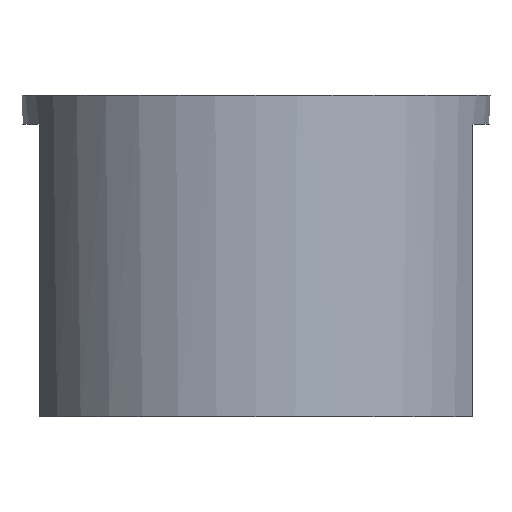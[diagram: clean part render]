
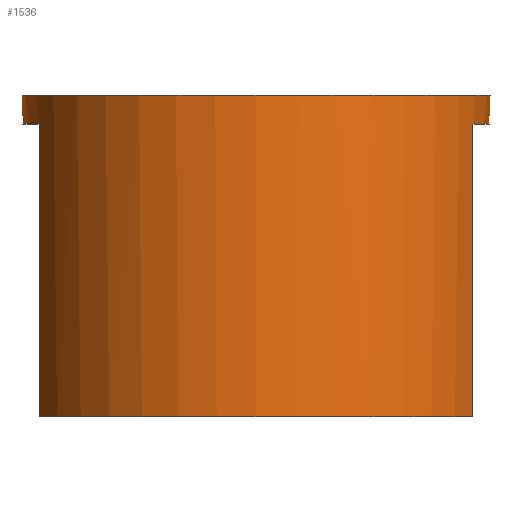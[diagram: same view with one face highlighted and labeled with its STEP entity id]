
A CAD part, left-side view. The second image highlights one B-rep face of the part: STEP entity #1536.
In plain terms, the highlighted cylindrical face has radius 40 mm (diameter 80 mm), a full revolution.
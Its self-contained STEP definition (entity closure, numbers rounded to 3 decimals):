
#24=CYLINDRICAL_SURFACE('',#1589,40.);
#35=CIRCLE('',#1573,40.);
#37=CIRCLE('',#1577,40.);
#39=CIRCLE('',#1579,40.);
#41=CIRCLE('',#1585,40.);
#43=CIRCLE('',#1590,40.);
#44=CIRCLE('',#1591,40.);
#141=FACE_OUTER_BOUND('',#229,.T.);
#229=EDGE_LOOP('',(#1371,#1372,#1373,#1374,#1375,#1376,#1377,#1378,#1379,
#1380,#1381,#1382));
#310=LINE('',#3033,#398);
#312=LINE('',#3037,#400);
#316=LINE('',#3049,#404);
#317=LINE('',#3052,#405);
#318=LINE('',#3055,#406);
#398=VECTOR('',#1734,10.);
#400=VECTOR('',#1738,10.);
#404=VECTOR('',#1752,10.);
#405=VECTOR('',#1755,40.);
#406=VECTOR('',#1758,10.);
#672=VERTEX_POINT('',#3004);
#673=VERTEX_POINT('',#3008);
#676=VERTEX_POINT('',#3013);
#677=VERTEX_POINT('',#3015);
#680=VERTEX_POINT('',#3021);
#683=VERTEX_POINT('',#3031);
#684=VERTEX_POINT('',#3035);
#687=VERTEX_POINT('',#3047);
#688=VERTEX_POINT('',#3051);
#689=VERTEX_POINT('',#3054);
#897=EDGE_CURVE('',#672,#672,#35,.T.);
#901=EDGE_CURVE('',#677,#676,#37,.T.);
#905=EDGE_CURVE('',#673,#680,#39,.T.);
#910=EDGE_CURVE('',#683,#677,#310,.T.);
#912=EDGE_CURVE('',#684,#680,#312,.T.);
#913=EDGE_CURVE('',#684,#683,#41,.T.);
#918=EDGE_CURVE('',#687,#673,#316,.T.);
#919=EDGE_CURVE('',#672,#688,#317,.T.);
#920=EDGE_CURVE('',#688,#687,#43,.T.);
#921=EDGE_CURVE('',#689,#676,#318,.T.);
#922=EDGE_CURVE('',#689,#688,#44,.T.);
#1371=ORIENTED_EDGE('',*,*,#897,.F.);
#1372=ORIENTED_EDGE('',*,*,#919,.T.);
#1373=ORIENTED_EDGE('',*,*,#920,.T.);
#1374=ORIENTED_EDGE('',*,*,#918,.T.);
#1375=ORIENTED_EDGE('',*,*,#905,.T.);
#1376=ORIENTED_EDGE('',*,*,#912,.F.);
#1377=ORIENTED_EDGE('',*,*,#913,.T.);
#1378=ORIENTED_EDGE('',*,*,#910,.T.);
#1379=ORIENTED_EDGE('',*,*,#901,.T.);
#1380=ORIENTED_EDGE('',*,*,#921,.F.);
#1381=ORIENTED_EDGE('',*,*,#922,.T.);
#1382=ORIENTED_EDGE('',*,*,#919,.F.);
#1536=ADVANCED_FACE('',(#141),#24,.T.);
#1573=AXIS2_PLACEMENT_3D('',#3005,#1707,#1708);
#1577=AXIS2_PLACEMENT_3D('',#3016,#1717,#1718);
#1579=AXIS2_PLACEMENT_3D('',#3023,#1723,#1724);
#1585=AXIS2_PLACEMENT_3D('',#3039,#1741,#1742);
#1589=AXIS2_PLACEMENT_3D('',#3050,#1753,#1754);
#1590=AXIS2_PLACEMENT_3D('',#3053,#1756,#1757);
#1591=AXIS2_PLACEMENT_3D('',#3056,#1759,#1760);
#1707=DIRECTION('center_axis',(0.,0.,1.));
#1708=DIRECTION('ref_axis',(1.,0.,0.));
#1717=DIRECTION('center_axis',(0.,0.,1.));
#1718=DIRECTION('ref_axis',(1.,0.,0.));
#1723=DIRECTION('center_axis',(0.,0.,1.));
#1724=DIRECTION('ref_axis',(1.,0.,0.));
#1734=DIRECTION('',(0.,0.,1.));
#1738=DIRECTION('',(0.,0.,1.));
#1741=DIRECTION('center_axis',(0.,0.,1.));
#1742=DIRECTION('ref_axis',(1.,0.,0.));
#1752=DIRECTION('',(0.,0.,1.));
#1753=DIRECTION('center_axis',(0.,0.,1.));
#1754=DIRECTION('ref_axis',(1.,0.,0.));
#1755=DIRECTION('',(0.,0.,-1.));
#1756=DIRECTION('center_axis',(0.,0.,1.));
#1757=DIRECTION('ref_axis',(1.,0.,0.));
#1758=DIRECTION('',(0.,0.,1.));
#1759=DIRECTION('center_axis',(0.,0.,1.));
#1760=DIRECTION('ref_axis',(1.,0.,0.));
#3004=CARTESIAN_POINT('',(-40.,0.,55.));
#3005=CARTESIAN_POINT('Origin',(0.,0.,55.));
#3008=CARTESIAN_POINT('',(-15.,-37.081,50.));
#3013=CARTESIAN_POINT('',(-15.,37.081,50.));
#3015=CARTESIAN_POINT('',(15.,37.081,50.));
#3016=CARTESIAN_POINT('Origin',(0.,0.,50.));
#3021=CARTESIAN_POINT('',(15.,-37.081,50.));
#3023=CARTESIAN_POINT('Origin',(0.,0.,50.));
#3031=CARTESIAN_POINT('',(15.,37.081,0.));
#3033=CARTESIAN_POINT('',(15.,37.081,0.));
#3035=CARTESIAN_POINT('',(15.,-37.081,0.));
#3037=CARTESIAN_POINT('',(15.,-37.081,0.));
#3039=CARTESIAN_POINT('Origin',(0.,0.,0.));
#3047=CARTESIAN_POINT('',(-15.,-37.081,0.));
#3049=CARTESIAN_POINT('',(-15.,-37.081,0.));
#3050=CARTESIAN_POINT('Origin',(0.,0.,0.));
#3051=CARTESIAN_POINT('',(-40.,0.,0.));
#3052=CARTESIAN_POINT('',(-40.,0.,0.));
#3053=CARTESIAN_POINT('Origin',(0.,0.,0.));
#3054=CARTESIAN_POINT('',(-15.,37.081,0.));
#3055=CARTESIAN_POINT('',(-15.,37.081,0.));
#3056=CARTESIAN_POINT('Origin',(0.,0.,0.));
